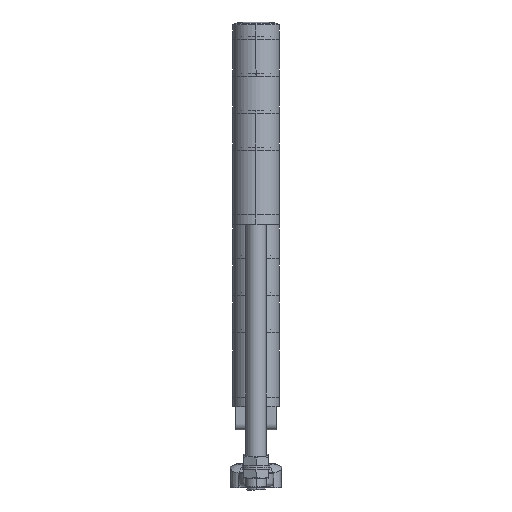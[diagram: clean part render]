
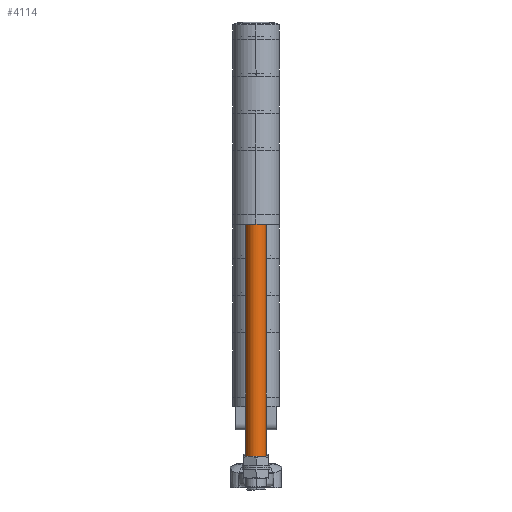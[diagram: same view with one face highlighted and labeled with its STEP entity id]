
A CAD part, left-side view. The second image highlights one B-rep face of the part: STEP entity #4114.
In plain terms, the highlighted cylindrical face has radius 10.85 mm (diameter 21.7 mm), a partial arc.
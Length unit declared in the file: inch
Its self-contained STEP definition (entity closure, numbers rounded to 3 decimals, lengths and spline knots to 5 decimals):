
#16 = CARTESIAN_POINT ( 'NONE',  ( 0., 0., 1.33858 ) ) ;
#510 = DIRECTION ( 'NONE',  ( 0., 0., 1. ) ) ;
#1210 = CARTESIAN_POINT ( 'NONE',  ( 0., 0., 11.81102 ) ) ;
#1353 = AXIS2_PLACEMENT_3D ( 'NONE', #1210, #20500, #9690 ) ;
#1545 = DIRECTION ( 'NONE',  ( 0., 0., 1. ) ) ;
#1957 = LINE ( 'NONE', #21882, #3037 ) ;
#2729 = EDGE_CURVE ( 'NONE', #10761, #20639, #11864, .T. ) ;
#2951 = EDGE_LOOP ( 'NONE', ( #18170, #7973, #11879, #21159 ) ) ;
#2963 = AXIS2_PLACEMENT_3D ( 'NONE', #16, #1545, #3448 ) ;
#3037 = VECTOR ( 'NONE', #6121, 39.37008 ) ;
#3127 = VERTEX_POINT ( 'NONE', #19814 ) ;
#3448 = DIRECTION ( 'NONE',  ( 0., 1., 0. ) ) ;
#3893 = CARTESIAN_POINT ( 'NONE',  ( 0., 0., 11.81102 ) ) ;
#4114 = ADVANCED_FACE ( 'NONE', ( #4552 ), #10627, .T. ) ;
#4552 = FACE_OUTER_BOUND ( 'NONE', #2951, .T. ) ;
#6121 = DIRECTION ( 'NONE',  ( 0., 0., -1. ) ) ;
#7509 = EDGE_CURVE ( 'NONE', #3127, #8584, #17163, .T. ) ;
#7973 = ORIENTED_EDGE ( 'NONE', *, *, #7509, .F. ) ;
#8427 = CARTESIAN_POINT ( 'NONE',  ( 0., 0.42717, 1.33858 ) ) ;
#8584 = VERTEX_POINT ( 'NONE', #21257 ) ;
#9690 = DIRECTION ( 'NONE',  ( 0., 1., 0. ) ) ;
#9866 = DIRECTION ( 'NONE',  ( 0., 0., -1. ) ) ;
#10627 = CYLINDRICAL_SURFACE ( 'NONE', #1353, 0.42717 ) ;
#10761 = VERTEX_POINT ( 'NONE', #8427 ) ;
#11864 = CIRCLE ( 'NONE', #2963, 0.42717 ) ;
#11879 = ORIENTED_EDGE ( 'NONE', *, *, #21097, .T. ) ;
#12464 = VECTOR ( 'NONE', #9866, 39.37008 ) ;
#12695 = DIRECTION ( 'NONE',  ( 0., 1., 0. ) ) ;
#15274 = CARTESIAN_POINT ( 'NONE',  ( 0., -0.42717, 1.33858 ) ) ;
#17163 = CIRCLE ( 'NONE', #21505, 0.42717 ) ;
#18170 = ORIENTED_EDGE ( 'NONE', *, *, #21703, .F. ) ;
#18510 = CARTESIAN_POINT ( 'NONE',  ( 0., 0.42717, 11.81102 ) ) ;
#19814 = CARTESIAN_POINT ( 'NONE',  ( 0., 0.42717, 11.81102 ) ) ;
#19861 = LINE ( 'NONE', #18510, #12464 ) ;
#20500 = DIRECTION ( 'NONE',  ( 0., 0., -1. ) ) ;
#20639 = VERTEX_POINT ( 'NONE', #15274 ) ;
#21097 = EDGE_CURVE ( 'NONE', #3127, #10761, #19861, .T. ) ;
#21159 = ORIENTED_EDGE ( 'NONE', *, *, #2729, .T. ) ;
#21257 = CARTESIAN_POINT ( 'NONE',  ( 0., -0.42717, 11.81102 ) ) ;
#21505 = AXIS2_PLACEMENT_3D ( 'NONE', #3893, #510, #12695 ) ;
#21703 = EDGE_CURVE ( 'NONE', #8584, #20639, #1957, .T. ) ;
#21882 = CARTESIAN_POINT ( 'NONE',  ( 0., -0.42717, 11.81102 ) ) ;
